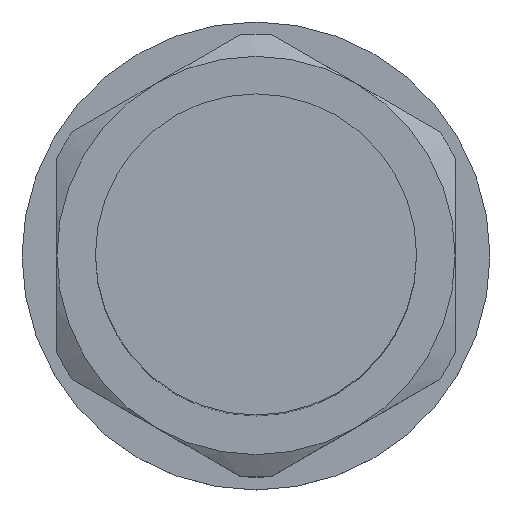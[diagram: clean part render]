
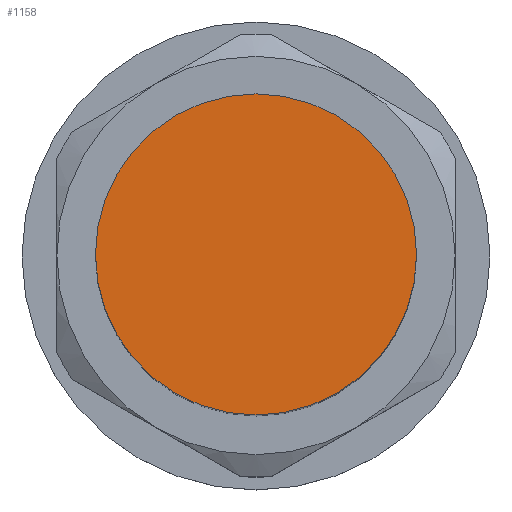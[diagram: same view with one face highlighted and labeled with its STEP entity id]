
A CAD part, top view. The second image highlights one B-rep face of the part: STEP entity #1158.
In plain terms, the highlighted planar face has unit normal (0, 0, 1).
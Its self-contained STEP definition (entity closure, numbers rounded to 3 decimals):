
#194 = AXIS2_PLACEMENT_3D ( 'NONE', #3154, #1014, #3502 ) ;
#225 = CIRCLE ( 'NONE', #1001, 3.225 ) ;
#405 = DIRECTION ( 'NONE',  ( 0., 0., 1. ) ) ;
#674 = DIRECTION ( 'NONE',  ( 0., 0., -1. ) ) ;
#682 = DIRECTION ( 'NONE',  ( -1., 0., 0. ) ) ;
#725 = CARTESIAN_POINT ( 'NONE',  ( 0., 0., 0. ) ) ;
#813 = VERTEX_POINT ( 'NONE', #1228 ) ;
#1001 = AXIS2_PLACEMENT_3D ( 'NONE', #725, #674, #682 ) ;
#1014 = DIRECTION ( 'NONE',  ( 0., 0., -1. ) ) ;
#1158 = ADVANCED_FACE ( 'NONE', ( #4595 ), #4653, .T. ) ;
#1228 = CARTESIAN_POINT ( 'NONE',  ( -3.225, 0., 0. ) ) ;
#1419 = EDGE_CURVE ( 'NONE', #1545, #813, #225, .T. ) ;
#1431 = CARTESIAN_POINT ( 'NONE',  ( 0., 3.225, 0. ) ) ;
#1545 = VERTEX_POINT ( 'NONE', #2341 ) ;
#2253 = CIRCLE ( 'NONE', #194, 3.225 ) ;
#2303 = AXIS2_PLACEMENT_3D ( 'NONE', #1431, #405, #2558 ) ;
#2329 = ORIENTED_EDGE ( 'NONE', *, *, #3379, .F. ) ;
#2341 = CARTESIAN_POINT ( 'NONE',  ( 3.225, 0., 0. ) ) ;
#2558 = DIRECTION ( 'NONE',  ( 1., 0., 0. ) ) ;
#2660 = EDGE_LOOP ( 'NONE', ( #2329, #3302 ) ) ;
#3154 = CARTESIAN_POINT ( 'NONE',  ( 0., 0., 0. ) ) ;
#3302 = ORIENTED_EDGE ( 'NONE', *, *, #1419, .F. ) ;
#3379 = EDGE_CURVE ( 'NONE', #813, #1545, #2253, .T. ) ;
#3502 = DIRECTION ( 'NONE',  ( -1., 0., 0. ) ) ;
#4595 = FACE_OUTER_BOUND ( 'NONE', #2660, .T. ) ;
#4653 = PLANE ( 'NONE',  #2303 ) ;
